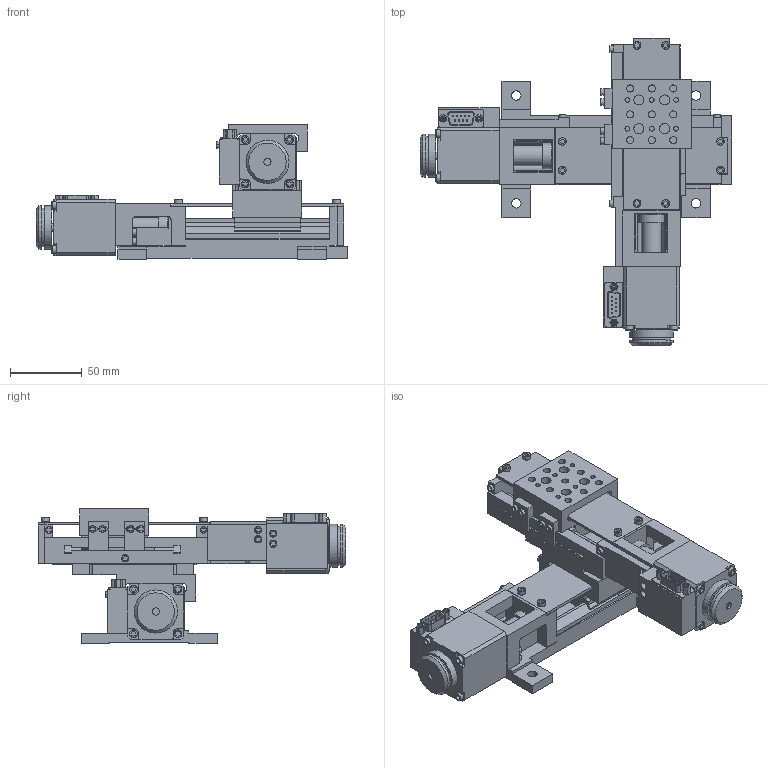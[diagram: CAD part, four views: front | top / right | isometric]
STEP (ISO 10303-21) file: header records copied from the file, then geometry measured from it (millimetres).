
FILE_DESCRIPTION(/* description */ (''),/* implementation_level */ '2;1');
FILE_NAME(/* name */ '03-TSxx-SM-XY.stp',/* time_stamp */ '2022-03-10T15:24:05+03:00',/* author */ ('atupikov'),/* organization */ (''),/* preprocessor_version */ 'ST-DEVELOPER v17.2',/* originating_system */ 'Autodesk Inventor 2019',/* authorisation */ '');
FILE_SCHEMA (('AUTOMOTIVE_DESIGN { 1 0 10303 214 3 1 1 }'));
Products named in the file (1): 03-TSxx-SM-XY_Shrinkwrap_1
Bounding box: 217 x 214 x 93.41 mm (x, y, z)
Volume: 548009.9 mm3; surface area: 209038.1 mm2
Topology: 1 solids, 1 shells, 2080 faces, 5094 edges, 3260 vertices
Faces by surface type: plane 1496, cylinder 476, cone 108
Full cylindrical faces by diameter (mm): 0.8 x18, 1.4 x18, 1.941 x4, 2.459 x8, 2.5 x30, 2.7 x2, 3 x8, 3.2 x8, 3.242 x12, 3.3 x12, 3.4 x8, 3.5 x16, 4 x2, 4.5 x28, 4.917 x18, 5 x36, 5.4 x24, 6 x8, 6.5 x12, 7 x18, 8 x6, 10.7 x2, 12 x2, 14 x2, 18 x2, 20 x2, 25 x2, 27 x4, 30 x4
Entity records: 63273 total; most frequent: CARTESIAN_POINT 10637, DIRECTION 10522, ORIENTED_EDGE 10188, EDGE_CURVE 5094, LINE 3792, VECTOR 3792, AXIS2_PLACEMENT_3D 3365, VERTEX_POINT 3260
